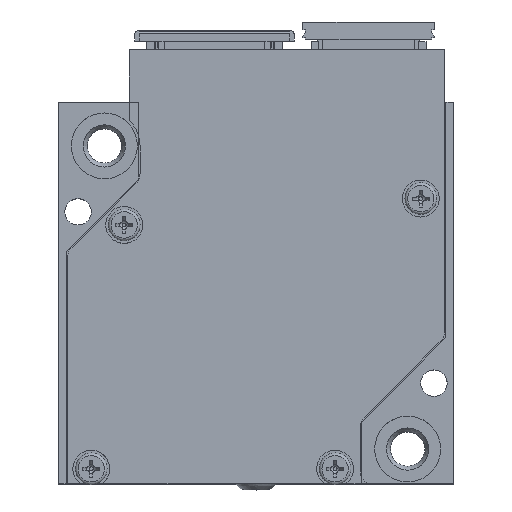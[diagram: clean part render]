
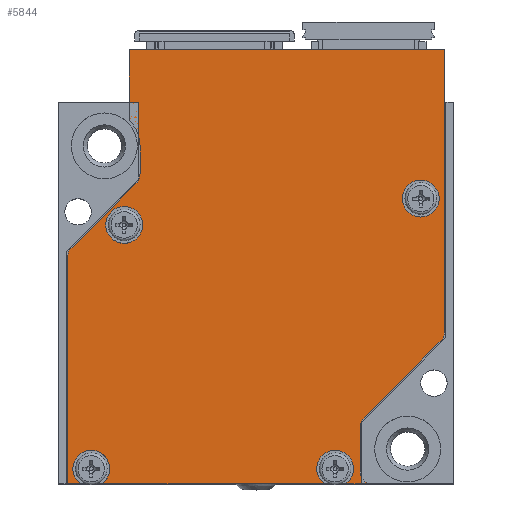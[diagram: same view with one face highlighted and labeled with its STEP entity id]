
A CAD part, top view. The second image highlights one B-rep face of the part: STEP entity #5844.
In plain terms, the highlighted planar face has unit normal (0, 0, 1).
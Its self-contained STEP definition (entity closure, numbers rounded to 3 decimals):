
#430=LINE('',#26720,#2897);
#432=LINE('',#26724,#2899);
#436=LINE('',#26733,#2903);
#440=LINE('',#26742,#2907);
#446=LINE('',#26755,#2913);
#449=LINE('',#26761,#2916);
#453=LINE('',#26773,#2920);
#454=LINE('',#26775,#2921);
#458=LINE('',#26788,#2925);
#459=LINE('',#26792,#2926);
#460=LINE('',#26796,#2927);
#2897=VECTOR('',#21684,1.);
#2899=VECTOR('',#21688,1.);
#2903=VECTOR('',#21694,1.);
#2907=VECTOR('',#21700,1.);
#2913=VECTOR('',#21708,1.);
#2916=VECTOR('',#21713,1.);
#2920=VECTOR('',#21725,1.);
#2921=VECTOR('',#21728,1.);
#2925=VECTOR('',#21738,1.);
#2926=VECTOR('',#21741,1.);
#2927=VECTOR('',#21744,1.);
#5675=FACE_BOUND('',#8621,.T.);
#5676=FACE_BOUND('',#8622,.T.);
#5677=FACE_BOUND('',#8623,.T.);
#5844=ADVANCED_FACE('',(#5675,#5676,#5677),#6802,.F.);
#6802=PLANE('',#20266);
#8621=EDGE_LOOP('',(#9829));
#8622=EDGE_LOOP('',(#9830));
#8623=EDGE_LOOP('',(#9831,#9832,#9833,#9834,#9835,#9836,#9837,#9838,#9839,
#9840,#9841,#9842,#9843,#9844,#9845,#9846,#9847,#9848,#9849));
#9829=ORIENTED_EDGE('',*,*,#17187,.T.);
#9830=ORIENTED_EDGE('',*,*,#17188,.T.);
#9831=ORIENTED_EDGE('',*,*,#17157,.T.);
#9832=ORIENTED_EDGE('',*,*,#17189,.T.);
#9833=ORIENTED_EDGE('',*,*,#17190,.T.);
#9834=ORIENTED_EDGE('',*,*,#17191,.T.);
#9835=ORIENTED_EDGE('',*,*,#17192,.T.);
#9836=ORIENTED_EDGE('',*,*,#17193,.T.);
#9837=ORIENTED_EDGE('',*,*,#17194,.T.);
#9838=ORIENTED_EDGE('',*,*,#17159,.T.);
#9839=ORIENTED_EDGE('',*,*,#17195,.T.);
#9840=ORIENTED_EDGE('',*,*,#17163,.T.);
#9841=ORIENTED_EDGE('',*,*,#17196,.T.);
#9842=ORIENTED_EDGE('',*,*,#17167,.T.);
#9843=ORIENTED_EDGE('',*,*,#17173,.T.);
#9844=ORIENTED_EDGE('',*,*,#17176,.T.);
#9845=ORIENTED_EDGE('',*,*,#17179,.T.);
#9846=ORIENTED_EDGE('',*,*,#17182,.T.);
#9847=ORIENTED_EDGE('',*,*,#17197,.T.);
#9848=ORIENTED_EDGE('',*,*,#17183,.T.);
#9849=ORIENTED_EDGE('',*,*,#17198,.T.);
#15279=VERTEX_POINT('',#26719);
#15280=VERTEX_POINT('',#26721);
#15281=VERTEX_POINT('',#26725);
#15282=VERTEX_POINT('',#26726);
#15285=VERTEX_POINT('',#26734);
#15286=VERTEX_POINT('',#26735);
#15289=VERTEX_POINT('',#26743);
#15290=VERTEX_POINT('',#26744);
#15294=VERTEX_POINT('',#26754);
#15296=VERTEX_POINT('',#26760);
#15298=VERTEX_POINT('',#26766);
#15300=VERTEX_POINT('',#26772);
#15301=VERTEX_POINT('',#26776);
#15302=VERTEX_POINT('',#26777);
#15305=VERTEX_POINT('',#26785);
#15306=VERTEX_POINT('',#26787);
#15307=VERTEX_POINT('',#26789);
#15308=VERTEX_POINT('',#26791);
#15309=VERTEX_POINT('',#26793);
#15310=VERTEX_POINT('',#26795);
#15311=VERTEX_POINT('',#26797);
#17157=EDGE_CURVE('',#15280,#15279,#430,.T.);
#17159=EDGE_CURVE('',#15281,#15282,#432,.T.);
#17163=EDGE_CURVE('',#15285,#15286,#436,.T.);
#17167=EDGE_CURVE('',#15289,#15290,#440,.T.);
#17173=EDGE_CURVE('',#15290,#15294,#446,.T.);
#17176=EDGE_CURVE('',#15294,#15296,#449,.T.);
#17179=EDGE_CURVE('',#15296,#15298,#19899,.T.);
#17182=EDGE_CURVE('',#15298,#15300,#453,.T.);
#17183=EDGE_CURVE('',#15301,#15302,#454,.T.);
#17187=EDGE_CURVE('',#15305,#15305,#19900,.T.);
#17188=EDGE_CURVE('',#15306,#15306,#19901,.T.);
#17189=EDGE_CURVE('',#15279,#15307,#458,.T.);
#17190=EDGE_CURVE('',#15307,#15308,#19902,.T.);
#17191=EDGE_CURVE('',#15308,#15309,#459,.T.);
#17192=EDGE_CURVE('',#15309,#15310,#19903,.T.);
#17193=EDGE_CURVE('',#15310,#15311,#460,.T.);
#17194=EDGE_CURVE('',#15311,#15281,#19904,.T.);
#17195=EDGE_CURVE('',#15282,#15285,#19905,.T.);
#17196=EDGE_CURVE('',#15286,#15289,#19906,.T.);
#17197=EDGE_CURVE('',#15300,#15301,#19907,.T.);
#17198=EDGE_CURVE('',#15302,#15280,#19908,.T.);
#19899=CIRCLE('',#20253,2.7);
#19900=CIRCLE('',#20257,1.4);
#19901=CIRCLE('',#20258,1.4);
#19902=CIRCLE('',#20259,1.4);
#19903=CIRCLE('',#20260,1.4);
#19904=CIRCLE('',#20261,1.1);
#19905=CIRCLE('',#20262,1.1);
#19906=CIRCLE('',#20263,0.9);
#19907=CIRCLE('',#20264,1.1);
#19908=CIRCLE('',#20265,0.9);
#20253=AXIS2_PLACEMENT_3D('',#26767,#21719,#21720);
#20257=AXIS2_PLACEMENT_3D('',#26784,#21734,#21735);
#20258=AXIS2_PLACEMENT_3D('',#26786,#21736,#21737);
#20259=AXIS2_PLACEMENT_3D('',#26790,#21739,#21740);
#20260=AXIS2_PLACEMENT_3D('',#26794,#21742,#21743);
#20261=AXIS2_PLACEMENT_3D('',#26798,#21745,#21746);
#20262=AXIS2_PLACEMENT_3D('',#26799,#21747,#21748);
#20263=AXIS2_PLACEMENT_3D('',#26800,#21749,#21750);
#20264=AXIS2_PLACEMENT_3D('',#26801,#21751,#21752);
#20265=AXIS2_PLACEMENT_3D('',#26802,#21753,#21754);
#20266=AXIS2_PLACEMENT_3D('',#26803,#21755,#21756);
#21684=DIRECTION('',(0.,-1.,0.));
#21688=DIRECTION('',(0.,1.,0.));
#21694=DIRECTION('',(0.707,0.707,0.));
#21700=DIRECTION('',(0.,1.,0.));
#21708=DIRECTION('',(-1.,0.,0.));
#21713=DIRECTION('',(0.,-1.,0.));
#21719=DIRECTION('',(0.,0.,-1.));
#21720=DIRECTION('',(1.,0.,0.));
#21725=DIRECTION('',(0.,-1.,0.));
#21728=DIRECTION('',(-0.707,-0.707,0.));
#21734=DIRECTION('',(0.,0.,-1.));
#21735=DIRECTION('',(-1.,0.,0.));
#21736=DIRECTION('',(0.,0.,-1.));
#21737=DIRECTION('',(-1.,0.,0.));
#21738=DIRECTION('',(1.,0.,0.));
#21739=DIRECTION('',(0.,0.,-1.));
#21740=DIRECTION('',(-1.,0.,0.));
#21741=DIRECTION('',(1.,0.,0.));
#21742=DIRECTION('',(0.,0.,-1.));
#21743=DIRECTION('',(-1.,0.,0.));
#21744=DIRECTION('',(1.,0.,0.));
#21745=DIRECTION('',(0.,0.,-1.));
#21746=DIRECTION('',(-1.,0.,0.));
#21747=DIRECTION('',(0.,0.,-1.));
#21748=DIRECTION('',(-1.,0.,0.));
#21749=DIRECTION('',(0.,0.,1.));
#21750=DIRECTION('',(-1.,0.,0.));
#21751=DIRECTION('',(0.,0.,-1.));
#21752=DIRECTION('',(-1.,0.,0.));
#21753=DIRECTION('',(0.,0.,1.));
#21754=DIRECTION('',(-1.,0.,0.));
#21755=DIRECTION('',(0.,0.,-1.));
#21756=DIRECTION('',(-1.,0.,0.));
#26719=CARTESIAN_POINT('',(-14.3,14.05,0.1));
#26720=CARTESIAN_POINT('',(-14.3,31.643,0.1));
#26721=CARTESIAN_POINT('',(-14.3,31.271,0.1));
#26724=CARTESIAN_POINT('',(7.9,13.95,0.1));
#26725=CARTESIAN_POINT('',(7.9,15.05,0.1));
#26726=CARTESIAN_POINT('',(7.9,18.315,0.1));
#26733=CARTESIAN_POINT('',(7.9,18.771,0.1));
#26734=CARTESIAN_POINT('',(8.222,19.093,0.1));
#26735=CARTESIAN_POINT('',(14.036,24.907,0.1));
#26742=CARTESIAN_POINT('',(14.3,25.171,0.1));
#26743=CARTESIAN_POINT('',(14.3,25.544,0.1));
#26744=CARTESIAN_POINT('',(14.3,47.,0.1));
#26754=CARTESIAN_POINT('',(-9.6,47.,0.1));
#26755=CARTESIAN_POINT('',(14.3,47.,0.1));
#26760=CARTESIAN_POINT('',(-9.6,41.618,0.1));
#26761=CARTESIAN_POINT('',(-9.6,47.,0.1));
#26766=CARTESIAN_POINT('',(-8.8,39.7,0.1));
#26767=CARTESIAN_POINT('',(-11.5,39.7,0.1));
#26772=CARTESIAN_POINT('',(-8.8,37.599,0.1));
#26773=CARTESIAN_POINT('',(-8.8,39.7,0.1));
#26775=CARTESIAN_POINT('',(-8.8,37.143,0.1));
#26776=CARTESIAN_POINT('',(-9.122,36.821,0.1));
#26777=CARTESIAN_POINT('',(-14.036,31.907,0.1));
#26784=CARTESIAN_POINT('',(12.5,35.7,0.1));
#26785=CARTESIAN_POINT('',(11.1,35.7,0.1));
#26786=CARTESIAN_POINT('',(-10.,33.7,0.1));
#26787=CARTESIAN_POINT('',(-11.4,33.7,0.1));
#26788=CARTESIAN_POINT('',(-11.5,14.05,0.1));
#26789=CARTESIAN_POINT('',(-13.298,14.05,0.1));
#26790=CARTESIAN_POINT('',(-12.5,15.2,0.1));
#26791=CARTESIAN_POINT('',(-11.702,14.05,0.1));
#26792=CARTESIAN_POINT('',(-11.5,14.05,0.1));
#26793=CARTESIAN_POINT('',(5.202,14.05,0.1));
#26794=CARTESIAN_POINT('',(6.,15.2,0.1));
#26795=CARTESIAN_POINT('',(6.798,14.05,0.1));
#26796=CARTESIAN_POINT('',(-11.5,14.05,0.1));
#26797=CARTESIAN_POINT('',(8.542,14.05,0.1));
#26798=CARTESIAN_POINT('',(9.,15.05,0.1));
#26799=CARTESIAN_POINT('',(9.,18.315,0.1));
#26800=CARTESIAN_POINT('',(13.4,25.544,0.1));
#26801=CARTESIAN_POINT('',(-9.9,37.599,0.1));
#26802=CARTESIAN_POINT('',(-13.4,31.271,0.1));
#26803=CARTESIAN_POINT('',(-11.5,39.7,0.1));
